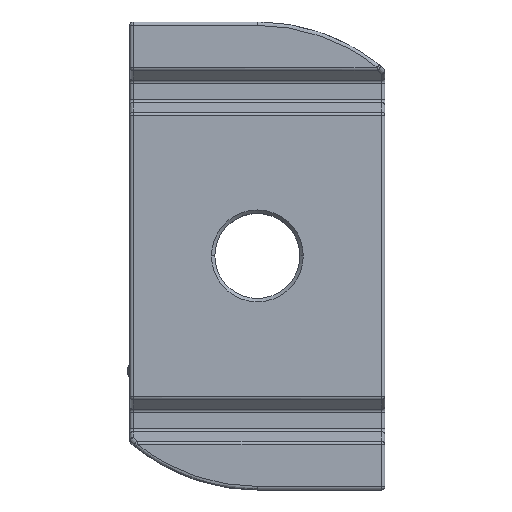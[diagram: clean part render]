
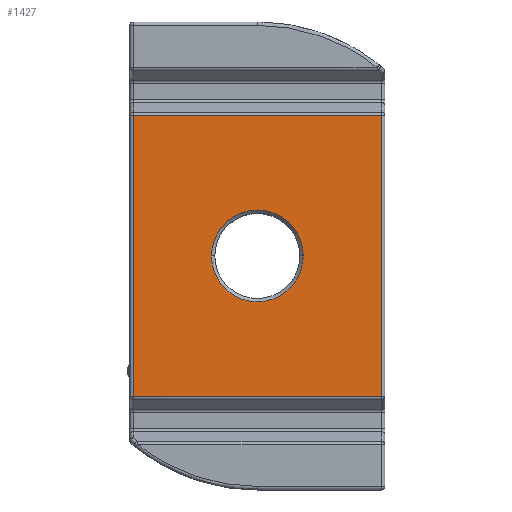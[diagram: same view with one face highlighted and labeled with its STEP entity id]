
A CAD part, top view. The second image highlights one B-rep face of the part: STEP entity #1427.
In plain terms, the highlighted planar face has unit normal (0, 0, 1).
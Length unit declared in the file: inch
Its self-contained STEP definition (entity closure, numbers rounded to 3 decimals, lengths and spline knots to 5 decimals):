
#136 = CARTESIAN_POINT ( 'NONE',  ( 0., 0.41324, 0.25 ) ) ;
#651 = EDGE_LOOP ( 'NONE', ( #9235, #3485 ) ) ;
#763 = VERTEX_POINT ( 'NONE', #5559 ) ;
#835 = EDGE_CURVE ( 'NONE', #2178, #5145, #2540, .T. ) ;
#839 = CARTESIAN_POINT ( 'NONE',  ( 0.365, -0.68772, 0.25 ) ) ;
#1015 = DIRECTION ( 'NONE',  ( -1., 0., 0. ) ) ;
#1061 = AXIS2_PLACEMENT_3D ( 'NONE', #3776, #5406, #8450 ) ;
#1102 = CARTESIAN_POINT ( 'NONE',  ( -0.365, -0.41328, 0.25 ) ) ;
#1198 = VERTEX_POINT ( 'NONE', #2974 ) ;
#1427 = ADVANCED_FACE ( 'NONE', ( #3917, #1492 ), #5441, .T. ) ;
#1492 = FACE_OUTER_BOUND ( 'NONE', #5257, .T. ) ;
#1526 = VECTOR ( 'NONE', #9286, 39.37008 ) ;
#2178 = VERTEX_POINT ( 'NONE', #6475 ) ;
#2202 = CARTESIAN_POINT ( 'NONE',  ( 0., 0., 0.25 ) ) ;
#2313 = VECTOR ( 'NONE', #1015, 39.37008 ) ;
#2314 = LINE ( 'NONE', #839, #3244 ) ;
#2540 = LINE ( 'NONE', #136, #2313 ) ;
#2573 = EDGE_CURVE ( 'NONE', #763, #9480, #6877, .T. ) ;
#2797 = ORIENTED_EDGE ( 'NONE', *, *, #3821, .F. ) ;
#2974 = CARTESIAN_POINT ( 'NONE',  ( 0.365, -0.41328, 0.25 ) ) ;
#3021 = DIRECTION ( 'NONE',  ( 0., 0., 1. ) ) ;
#3244 = VECTOR ( 'NONE', #3749, 39.37008 ) ;
#3485 = ORIENTED_EDGE ( 'NONE', *, *, #2573, .T. ) ;
#3749 = DIRECTION ( 'NONE',  ( 0., -1., 0. ) ) ;
#3776 = CARTESIAN_POINT ( 'NONE',  ( 0., 0., 0.25 ) ) ;
#3821 = EDGE_CURVE ( 'NONE', #2178, #1198, #2314, .T. ) ;
#3917 = FACE_BOUND ( 'NONE', #651, .T. ) ;
#4175 = CARTESIAN_POINT ( 'NONE',  ( -0.135, 0., 0.25 ) ) ;
#4388 = LINE ( 'NONE', #4440, #4701 ) ;
#4440 = CARTESIAN_POINT ( 'NONE',  ( -0.365, 0.68772, 0.25 ) ) ;
#4505 = CARTESIAN_POINT ( 'NONE',  ( 0., 0., 0.25 ) ) ;
#4543 = EDGE_CURVE ( 'NONE', #4708, #1198, #7022, .T. ) ;
#4701 = VECTOR ( 'NONE', #5970, 39.37008 ) ;
#4708 = VERTEX_POINT ( 'NONE', #1102 ) ;
#4758 = CARTESIAN_POINT ( 'NONE',  ( 0., -0.41328, 0.25 ) ) ;
#5145 = VERTEX_POINT ( 'NONE', #6811 ) ;
#5257 = EDGE_LOOP ( 'NONE', ( #8205, #5871, #9657, #2797 ) ) ;
#5406 = DIRECTION ( 'NONE',  ( 0., 0., -1. ) ) ;
#5441 = PLANE ( 'NONE',  #9089 ) ;
#5559 = CARTESIAN_POINT ( 'NONE',  ( 0.135, 0., 0.25 ) ) ;
#5808 = EDGE_CURVE ( 'NONE', #9480, #763, #5940, .T. ) ;
#5871 = ORIENTED_EDGE ( 'NONE', *, *, #9033, .F. ) ;
#5940 = CIRCLE ( 'NONE', #1061, 0.135 ) ;
#5970 = DIRECTION ( 'NONE',  ( 0., 1., 0. ) ) ;
#6033 = DIRECTION ( 'NONE',  ( 1., 0., 0. ) ) ;
#6475 = CARTESIAN_POINT ( 'NONE',  ( 0.365, 0.41324, 0.25 ) ) ;
#6811 = CARTESIAN_POINT ( 'NONE',  ( -0.365, 0.41324, 0.25 ) ) ;
#6877 = CIRCLE ( 'NONE', #7496, 0.135 ) ;
#6928 = DIRECTION ( 'NONE',  ( 0., 0., -1. ) ) ;
#7022 = LINE ( 'NONE', #4758, #1526 ) ;
#7496 = AXIS2_PLACEMENT_3D ( 'NONE', #2202, #6928, #8167 ) ;
#8167 = DIRECTION ( 'NONE',  ( 1., 0., 0. ) ) ;
#8205 = ORIENTED_EDGE ( 'NONE', *, *, #835, .T. ) ;
#8450 = DIRECTION ( 'NONE',  ( 1., 0., 0. ) ) ;
#9033 = EDGE_CURVE ( 'NONE', #4708, #5145, #4388, .T. ) ;
#9089 = AXIS2_PLACEMENT_3D ( 'NONE', #4505, #3021, #6033 ) ;
#9235 = ORIENTED_EDGE ( 'NONE', *, *, #5808, .T. ) ;
#9286 = DIRECTION ( 'NONE',  ( 1., 0., 0. ) ) ;
#9480 = VERTEX_POINT ( 'NONE', #4175 ) ;
#9657 = ORIENTED_EDGE ( 'NONE', *, *, #4543, .T. ) ;
